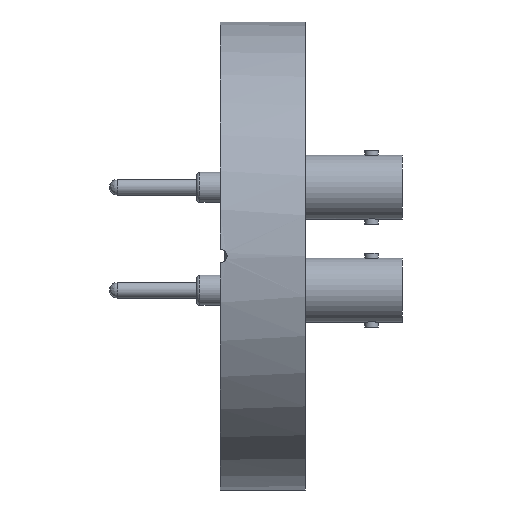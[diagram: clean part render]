
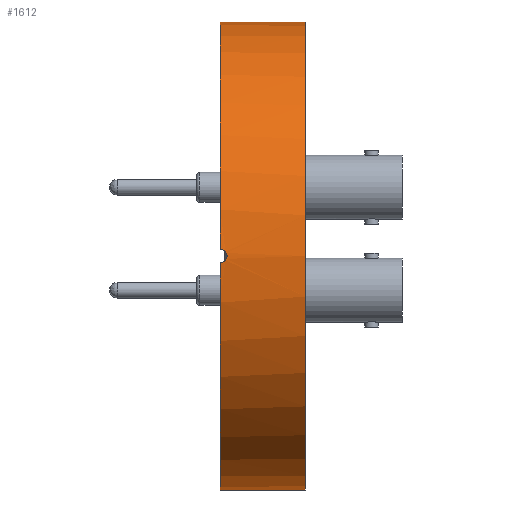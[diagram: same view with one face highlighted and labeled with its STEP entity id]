
A CAD part, left-side view. The second image highlights one B-rep face of the part: STEP entity #1612.
In plain terms, the highlighted cylindrical face has radius 34.95 mm (diameter 69.9 mm), a partial arc.
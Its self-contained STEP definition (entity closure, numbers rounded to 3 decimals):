
#10 = CYLINDRICAL_SURFACE ( 'NONE', #2009, 34.95 ) ;
#71 = CARTESIAN_POINT ( 'NONE',  ( -34.936, 0., -1. ) ) ;
#72 = LINE ( 'NONE', #1051, #312 ) ;
#104 = CIRCLE ( 'NONE', #2145, 34.95 ) ;
#121 = CARTESIAN_POINT ( 'NONE',  ( 0., 0., 0. ) ) ;
#312 = VECTOR ( 'NONE', #1094, 1000. ) ;
#315 = DIRECTION ( 'NONE',  ( 0., 1., 0. ) ) ;
#406 = DIRECTION ( 'NONE',  ( 0., 1., 0. ) ) ;
#426 = CARTESIAN_POINT ( 'NONE',  ( 0., 0., 34.95 ) ) ;
#453 = CARTESIAN_POINT ( 'NONE',  ( -34.945, -0.799, 0.615 ) ) ;
#466 = CARTESIAN_POINT ( 'NONE',  ( -34.936, -0.262, 0.974 ) ) ;
#470 = AXIS2_PLACEMENT_3D ( 'NONE', #121, #315, #1717 ) ;
#508 = DIRECTION ( 'NONE',  ( 0., 1., 0. ) ) ;
#597 = FACE_OUTER_BOUND ( 'NONE', #1202, .T. ) ;
#662 = VECTOR ( 'NONE', #406, 1000. ) ;
#692 = B_SPLINE_CURVE_WITH_KNOTS ( 'NONE', 3,
 ( #2245, #1466, #466, #1442, #2459, #453, #1892, #1069, #1866, #1647, #1255, #2064, #2221, #1290, #1482, #71 ),
 .UNSPECIFIED., .F., .F.,
 ( 4, 2, 2, 2, 2, 2, 2, 4 ),
 ( 0., 0., 0.001, 0.001, 0.002, 0.002, 0.002, 0.003 ),
 .UNSPECIFIED. ) ;
#720 = CIRCLE ( 'NONE', #1689, 34.95 ) ;
#745 = VERTEX_POINT ( 'NONE', #1369 ) ;
#780 = EDGE_CURVE ( 'NONE', #745, #2242, #1810, .T. ) ;
#785 = CARTESIAN_POINT ( 'NONE',  ( -34.936, 0., 1. ) ) ;
#837 = CARTESIAN_POINT ( 'NONE',  ( -34.936, 0., -1. ) ) ;
#857 = ORIENTED_EDGE ( 'NONE', *, *, #944, .T. ) ;
#894 = ORIENTED_EDGE ( 'NONE', *, *, #780, .T. ) ;
#944 = EDGE_CURVE ( 'NONE', #1133, #1270, #692, .T. ) ;
#952 = ORIENTED_EDGE ( 'NONE', *, *, #1108, .F. ) ;
#963 = DIRECTION ( 'NONE',  ( 0., 0., 1. ) ) ;
#1051 = CARTESIAN_POINT ( 'NONE',  ( 0., -12.7, -34.95 ) ) ;
#1056 = DIRECTION ( 'NONE',  ( 0., 0., 1. ) ) ;
#1069 = CARTESIAN_POINT ( 'NONE',  ( -34.949, -0.974, 0.263 ) ) ;
#1094 = DIRECTION ( 'NONE',  ( 0., 1., 0. ) ) ;
#1108 = EDGE_CURVE ( 'NONE', #1145, #1270, #1317, .T. ) ;
#1133 = VERTEX_POINT ( 'NONE', #785 ) ;
#1145 = VERTEX_POINT ( 'NONE', #2526 ) ;
#1202 = EDGE_LOOP ( 'NONE', ( #2547, #2384, #894, #2524, #857, #952 ) ) ;
#1255 = CARTESIAN_POINT ( 'NONE',  ( -34.949, -0.974, -0.261 ) ) ;
#1270 = VERTEX_POINT ( 'NONE', #837 ) ;
#1290 = CARTESIAN_POINT ( 'NONE',  ( -34.939, -0.521, -0.893 ) ) ;
#1317 = CIRCLE ( 'NONE', #470, 34.95 ) ;
#1337 = VERTEX_POINT ( 'NONE', #1658 ) ;
#1369 = CARTESIAN_POINT ( 'NONE',  ( 0., -12.7, 34.95 ) ) ;
#1427 = CARTESIAN_POINT ( 'NONE',  ( 0., -12.7, 34.95 ) ) ;
#1442 = CARTESIAN_POINT ( 'NONE',  ( -34.939, -0.504, 0.874 ) ) ;
#1461 = EDGE_CURVE ( 'NONE', #1337, #745, #720, .T. ) ;
#1466 = CARTESIAN_POINT ( 'NONE',  ( -34.936, -0.132, 1. ) ) ;
#1482 = CARTESIAN_POINT ( 'NONE',  ( -34.936, -0.264, -1. ) ) ;
#1612 = ADVANCED_FACE ( 'NONE', ( #597 ), #10, .T. ) ;
#1635 = DIRECTION ( 'NONE',  ( 0., 1., 0. ) ) ;
#1647 = CARTESIAN_POINT ( 'NONE',  ( -34.95, -1., -0.13 ) ) ;
#1658 = CARTESIAN_POINT ( 'NONE',  ( 0., -12.7, -34.95 ) ) ;
#1689 = AXIS2_PLACEMENT_3D ( 'NONE', #1929, #508, #2479 ) ;
#1717 = DIRECTION ( 'NONE',  ( 0., 0., 1. ) ) ;
#1810 = LINE ( 'NONE', #1427, #662 ) ;
#1866 = CARTESIAN_POINT ( 'NONE',  ( -34.95, -1., 0.131 ) ) ;
#1892 = CARTESIAN_POINT ( 'NONE',  ( -34.947, -0.874, 0.503 ) ) ;
#1929 = CARTESIAN_POINT ( 'NONE',  ( 0., -12.7, 0. ) ) ;
#1950 = CARTESIAN_POINT ( 'NONE',  ( 0., -12.7, 0. ) ) ;
#2009 = AXIS2_PLACEMENT_3D ( 'NONE', #1950, #2149, #963 ) ;
#2025 = CARTESIAN_POINT ( 'NONE',  ( 0., 0., 0. ) ) ;
#2043 = EDGE_CURVE ( 'NONE', #1337, #1145, #72, .T. ) ;
#2064 = CARTESIAN_POINT ( 'NONE',  ( -34.947, -0.874, -0.503 ) ) ;
#2145 = AXIS2_PLACEMENT_3D ( 'NONE', #2025, #1635, #1056 ) ;
#2149 = DIRECTION ( 'NONE',  ( 0., 1., 0. ) ) ;
#2221 = CARTESIAN_POINT ( 'NONE',  ( -34.945, -0.801, -0.613 ) ) ;
#2226 = EDGE_CURVE ( 'NONE', #1133, #2242, #104, .T. ) ;
#2242 = VERTEX_POINT ( 'NONE', #426 ) ;
#2245 = CARTESIAN_POINT ( 'NONE',  ( -34.936, 0., 1. ) ) ;
#2384 = ORIENTED_EDGE ( 'NONE', *, *, #1461, .T. ) ;
#2459 = CARTESIAN_POINT ( 'NONE',  ( -34.941, -0.615, 0.799 ) ) ;
#2479 = DIRECTION ( 'NONE',  ( 0., 0., 1. ) ) ;
#2524 = ORIENTED_EDGE ( 'NONE', *, *, #2226, .F. ) ;
#2526 = CARTESIAN_POINT ( 'NONE',  ( 0., 0., -34.95 ) ) ;
#2547 = ORIENTED_EDGE ( 'NONE', *, *, #2043, .F. ) ;
